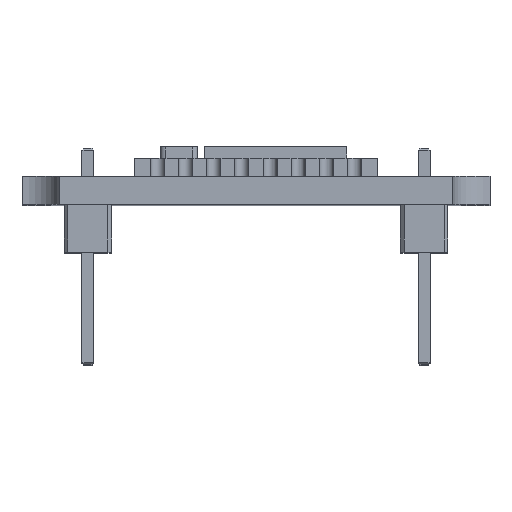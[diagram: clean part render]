
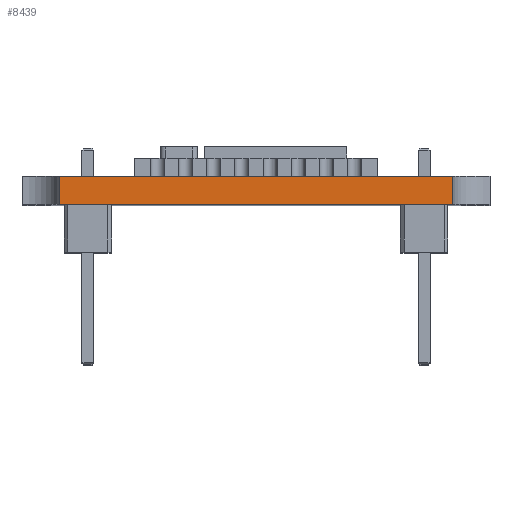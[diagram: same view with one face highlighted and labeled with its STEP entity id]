
A CAD part, top view. The second image highlights one B-rep face of the part: STEP entity #8439.
In plain terms, the highlighted planar face has unit normal (0, 0, 1).
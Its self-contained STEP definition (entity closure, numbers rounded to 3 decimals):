
#458 = CARTESIAN_POINT ( 'NONE',  ( 0., 0., 0. ) ) ;
#857 = VECTOR ( 'NONE', #17810, 1000. ) ;
#1560 = VECTOR ( 'NONE', #3653, 1000. ) ;
#3498 = CARTESIAN_POINT ( 'NONE',  ( 0., 1.5, 0. ) ) ;
#3614 = VECTOR ( 'NONE', #14962, 1000. ) ;
#3653 = DIRECTION ( 'NONE',  ( 0., -1., 0. ) ) ;
#3888 = AXIS2_PLACEMENT_3D ( 'NONE', #3498, #13042, #6770 ) ;
#4497 = CARTESIAN_POINT ( 'NONE',  ( 23., 0., 0. ) ) ;
#4573 = CARTESIAN_POINT ( 'NONE',  ( 2., 0., 0. ) ) ;
#4987 = PLANE ( 'NONE',  #3888 ) ;
#5134 = CARTESIAN_POINT ( 'NONE',  ( 23., 0., 0. ) ) ;
#5775 = EDGE_CURVE ( 'NONE', #12210, #12318, #5899, .T. ) ;
#5899 = LINE ( 'NONE', #13325, #1560 ) ;
#6673 = ORIENTED_EDGE ( 'NONE', *, *, #7576, .T. ) ;
#6770 = DIRECTION ( 'NONE',  ( -1., 0., 0. ) ) ;
#7576 = EDGE_CURVE ( 'NONE', #16107, #19385, #16277, .T. ) ;
#7928 = ORIENTED_EDGE ( 'NONE', *, *, #5775, .T. ) ;
#7960 = EDGE_CURVE ( 'NONE', #12318, #16107, #9929, .T. ) ;
#8439 = ADVANCED_FACE ( 'NONE', ( #12170 ), #4987, .F. ) ;
#9085 = CARTESIAN_POINT ( 'NONE',  ( 2., 1.5, 0. ) ) ;
#9452 = LINE ( 'NONE', #19276, #857 ) ;
#9929 = LINE ( 'NONE', #458, #3614 ) ;
#12170 = FACE_OUTER_BOUND ( 'NONE', #14542, .T. ) ;
#12210 = VERTEX_POINT ( 'NONE', #9085 ) ;
#12318 = VERTEX_POINT ( 'NONE', #4573 ) ;
#13042 = DIRECTION ( 'NONE',  ( 0., 0., -1. ) ) ;
#13325 = CARTESIAN_POINT ( 'NONE',  ( 2., 0., 0. ) ) ;
#14418 = EDGE_CURVE ( 'NONE', #12210, #19385, #9452, .T. ) ;
#14542 = EDGE_LOOP ( 'NONE', ( #16997, #7928, #20104, #6673 ) ) ;
#14962 = DIRECTION ( 'NONE',  ( 1., 0., 0. ) ) ;
#16107 = VERTEX_POINT ( 'NONE', #4497 ) ;
#16277 = LINE ( 'NONE', #5134, #20580 ) ;
#16459 = DIRECTION ( 'NONE',  ( 0., 1., 0. ) ) ;
#16997 = ORIENTED_EDGE ( 'NONE', *, *, #14418, .F. ) ;
#17810 = DIRECTION ( 'NONE',  ( 1., 0., 0. ) ) ;
#18572 = CARTESIAN_POINT ( 'NONE',  ( 23., 1.5, 0. ) ) ;
#19276 = CARTESIAN_POINT ( 'NONE',  ( 0., 1.5, 0. ) ) ;
#19385 = VERTEX_POINT ( 'NONE', #18572 ) ;
#20104 = ORIENTED_EDGE ( 'NONE', *, *, #7960, .T. ) ;
#20580 = VECTOR ( 'NONE', #16459, 1000. ) ;
